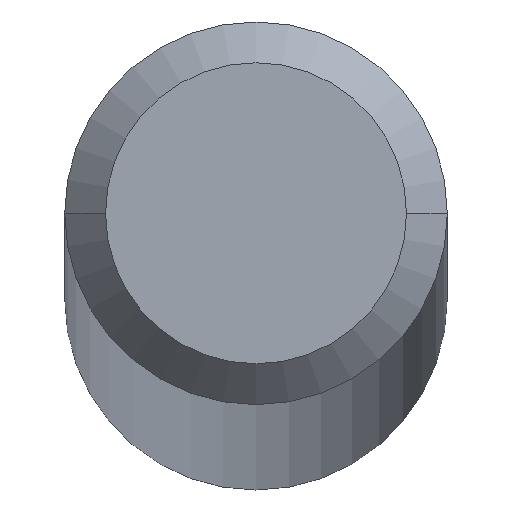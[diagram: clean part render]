
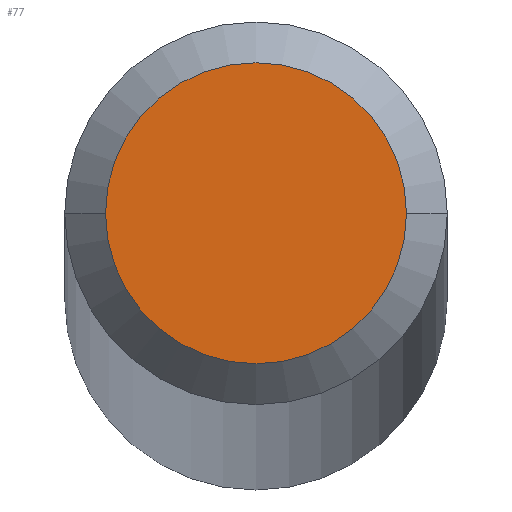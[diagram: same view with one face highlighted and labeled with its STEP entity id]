
A CAD part, top view. The second image highlights one B-rep face of the part: STEP entity #77.
In plain terms, the highlighted planar face has unit normal (0, 0, 1).
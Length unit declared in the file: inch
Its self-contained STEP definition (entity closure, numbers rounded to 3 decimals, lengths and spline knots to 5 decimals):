
#3 = EDGE_LOOP ( 'NONE', ( #134, #76 ) ) ;
#12 = EDGE_CURVE ( 'NONE', #181, #218, #54, .T. ) ;
#15 = AXIS2_PLACEMENT_3D ( 'NONE', #16, #209, #98 ) ;
#16 = CARTESIAN_POINT ( 'NONE',  ( 0., 0., 12. ) ) ;
#30 = CARTESIAN_POINT ( 'NONE',  ( -0.07375, 0., 12. ) ) ;
#54 = CIRCLE ( 'NONE', #93, 0.07375 ) ;
#76 = ORIENTED_EDGE ( 'NONE', *, *, #157, .T. ) ;
#77 = ADVANCED_FACE ( 'NONE', ( #103 ), #248, .T. ) ;
#88 = CARTESIAN_POINT ( 'NONE',  ( 0., 0., 12. ) ) ;
#93 = AXIS2_PLACEMENT_3D ( 'NONE', #224, #111, #247 ) ;
#98 = DIRECTION ( 'NONE',  ( 1., 0., 0. ) ) ;
#103 = FACE_OUTER_BOUND ( 'NONE', #3, .T. ) ;
#104 = CARTESIAN_POINT ( 'NONE',  ( 0.07375, 0., 12. ) ) ;
#107 = DIRECTION ( 'NONE',  ( 1., 0., 0. ) ) ;
#111 = DIRECTION ( 'NONE',  ( 0., 0., 1. ) ) ;
#134 = ORIENTED_EDGE ( 'NONE', *, *, #12, .T. ) ;
#136 = AXIS2_PLACEMENT_3D ( 'NONE', #88, #217, #107 ) ;
#141 = CIRCLE ( 'NONE', #136, 0.07375 ) ;
#157 = EDGE_CURVE ( 'NONE', #218, #181, #141, .T. ) ;
#181 = VERTEX_POINT ( 'NONE', #30 ) ;
#209 = DIRECTION ( 'NONE',  ( 0., 0., 1. ) ) ;
#217 = DIRECTION ( 'NONE',  ( 0., 0., 1. ) ) ;
#218 = VERTEX_POINT ( 'NONE', #104 ) ;
#224 = CARTESIAN_POINT ( 'NONE',  ( 0., 0., 12. ) ) ;
#247 = DIRECTION ( 'NONE',  ( 1., 0., 0. ) ) ;
#248 = PLANE ( 'NONE',  #15 ) ;
